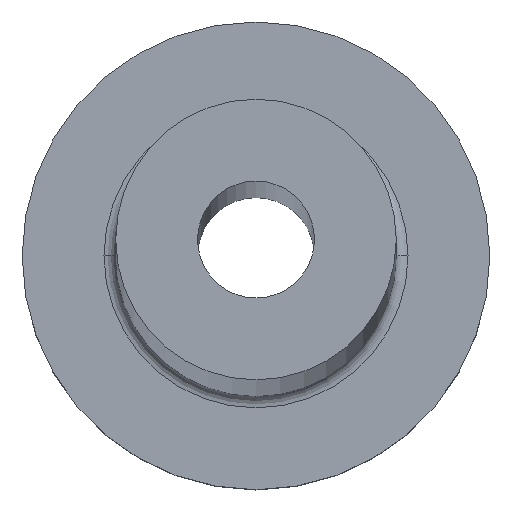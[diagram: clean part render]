
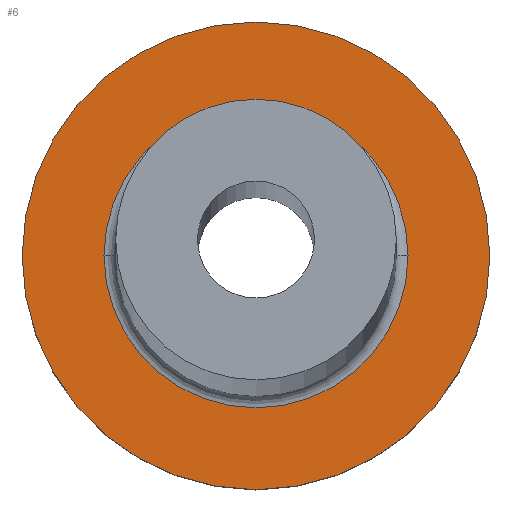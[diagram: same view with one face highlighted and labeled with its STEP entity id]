
A CAD part, top view. The second image highlights one B-rep face of the part: STEP entity #6.
In plain terms, the highlighted planar face has unit normal (0, 0, 1).
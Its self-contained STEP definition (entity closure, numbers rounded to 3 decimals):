
#6 = ADVANCED_FACE ( 'NONE', ( #174, #80 ), #317, .T. ) ;
#13 = CIRCLE ( 'NONE', #303, 6.5 ) ;
#20 = ORIENTED_EDGE ( 'NONE', *, *, #330, .T. ) ;
#26 = DIRECTION ( 'NONE',  ( 1., 0., 0. ) ) ;
#47 = DIRECTION ( 'NONE',  ( 1., 0., 0. ) ) ;
#53 = DIRECTION ( 'NONE',  ( 0., 0., 1. ) ) ;
#70 = CARTESIAN_POINT ( 'NONE',  ( 0., 0., 7. ) ) ;
#75 = AXIS2_PLACEMENT_3D ( 'NONE', #263, #53, #26 ) ;
#80 = FACE_OUTER_BOUND ( 'NONE', #167, .T. ) ;
#86 = VERTEX_POINT ( 'NONE', #93 ) ;
#91 = ORIENTED_EDGE ( 'NONE', *, *, #153, .T. ) ;
#93 = CARTESIAN_POINT ( 'NONE',  ( -10., 0., 7. ) ) ;
#101 = CARTESIAN_POINT ( 'NONE',  ( 0., 0., 7. ) ) ;
#105 = CARTESIAN_POINT ( 'NONE',  ( 6.5, 0., 7. ) ) ;
#124 = AXIS2_PLACEMENT_3D ( 'NONE', #70, #370, #135 ) ;
#127 = DIRECTION ( 'NONE',  ( 0., 0., 1. ) ) ;
#135 = DIRECTION ( 'NONE',  ( 1., 0., 0. ) ) ;
#138 = VERTEX_POINT ( 'NONE', #275 ) ;
#151 = EDGE_LOOP ( 'NONE', ( #197, #20 ) ) ;
#153 = EDGE_CURVE ( 'NONE', #86, #138, #265, .T. ) ;
#167 = EDGE_LOOP ( 'NONE', ( #91, #247 ) ) ;
#174 = FACE_BOUND ( 'NONE', #151, .T. ) ;
#176 = VERTEX_POINT ( 'NONE', #242 ) ;
#197 = ORIENTED_EDGE ( 'NONE', *, *, #229, .T. ) ;
#204 = AXIS2_PLACEMENT_3D ( 'NONE', #250, #219, #365 ) ;
#207 = CARTESIAN_POINT ( 'NONE',  ( 0., 0., 7. ) ) ;
#219 = DIRECTION ( 'NONE',  ( 0., 0., -1. ) ) ;
#229 = EDGE_CURVE ( 'NONE', #323, #176, #13, .T. ) ;
#242 = CARTESIAN_POINT ( 'NONE',  ( -6.5, 0., 7. ) ) ;
#247 = ORIENTED_EDGE ( 'NONE', *, *, #309, .T. ) ;
#250 = CARTESIAN_POINT ( 'NONE',  ( 0., 0., 7. ) ) ;
#263 = CARTESIAN_POINT ( 'NONE',  ( 0., 0., 7. ) ) ;
#265 = CIRCLE ( 'NONE', #341, 10. ) ;
#275 = CARTESIAN_POINT ( 'NONE',  ( 10., 0., 7. ) ) ;
#277 = CIRCLE ( 'NONE', #204, 6.5 ) ;
#303 = AXIS2_PLACEMENT_3D ( 'NONE', #101, #371, #47 ) ;
#307 = CIRCLE ( 'NONE', #124, 10. ) ;
#309 = EDGE_CURVE ( 'NONE', #138, #86, #307, .T. ) ;
#317 = PLANE ( 'NONE',  #75 ) ;
#323 = VERTEX_POINT ( 'NONE', #105 ) ;
#330 = EDGE_CURVE ( 'NONE', #176, #323, #277, .T. ) ;
#331 = DIRECTION ( 'NONE',  ( 1., 0., 0. ) ) ;
#341 = AXIS2_PLACEMENT_3D ( 'NONE', #207, #127, #331 ) ;
#365 = DIRECTION ( 'NONE',  ( 1., 0., 0. ) ) ;
#370 = DIRECTION ( 'NONE',  ( 0., 0., 1. ) ) ;
#371 = DIRECTION ( 'NONE',  ( 0., 0., -1. ) ) ;
